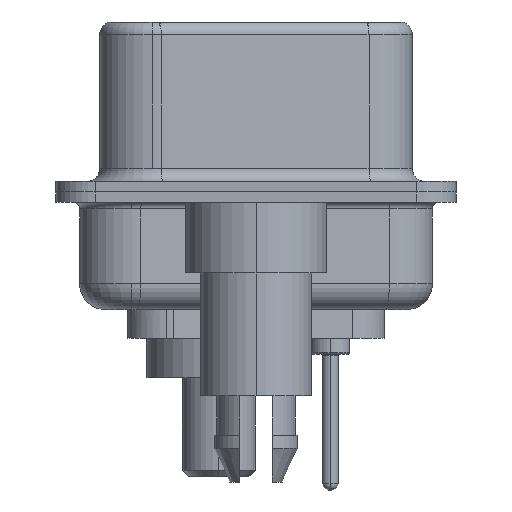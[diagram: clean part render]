
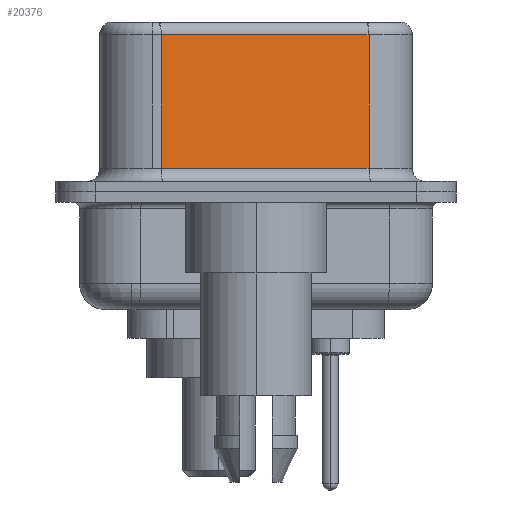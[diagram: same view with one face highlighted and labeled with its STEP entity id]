
A CAD part, left-side view. The second image highlights one B-rep face of the part: STEP entity #20376.
In plain terms, the highlighted planar face has unit normal (-0.985, -0.174, 0).
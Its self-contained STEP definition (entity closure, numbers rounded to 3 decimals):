
#228 = VECTOR ( 'NONE', #3603, 1000. ) ;
#2046 = DIRECTION ( 'NONE',  ( -0.174, 0.985, 0. ) ) ;
#2106 = DIRECTION ( 'NONE',  ( -0.174, 0.985, 0. ) ) ;
#2129 = CARTESIAN_POINT ( 'NONE',  ( 5.132, -4.322, 0.9 ) ) ;
#2705 = CARTESIAN_POINT ( 'NONE',  ( 3.73, 3.628, 6.02 ) ) ;
#2758 = VECTOR ( 'NONE', #12433, 1000. ) ;
#2897 = EDGE_CURVE ( 'NONE', #19914, #21681, #5481, .T. ) ;
#3603 = DIRECTION ( 'NONE',  ( 0., 0., -1. ) ) ;
#3799 = CARTESIAN_POINT ( 'NONE',  ( 5.132, -4.322, 6.52 ) ) ;
#4049 = VERTEX_POINT ( 'NONE', #2705 ) ;
#5281 = LINE ( 'NONE', #17230, #228 ) ;
#5481 = LINE ( 'NONE', #18595, #14527 ) ;
#6076 = ORIENTED_EDGE ( 'NONE', *, *, #14288, .T. ) ;
#6735 = LINE ( 'NONE', #2129, #2758 ) ;
#7091 = ORIENTED_EDGE ( 'NONE', *, *, #19353, .T. ) ;
#8827 = EDGE_LOOP ( 'NONE', ( #21490, #18704, #7091, #6076 ) ) ;
#9116 = LINE ( 'NONE', #13972, #9665 ) ;
#9665 = VECTOR ( 'NONE', #2046, 1000. ) ;
#10241 = AXIS2_PLACEMENT_3D ( 'NONE', #3799, #12345, #2106 ) ;
#12345 = DIRECTION ( 'NONE',  ( 0.985, 0.174, 0. ) ) ;
#12433 = DIRECTION ( 'NONE',  ( 0.174, -0.985, 0. ) ) ;
#12786 = CARTESIAN_POINT ( 'NONE',  ( 5.132, -4.322, 6.02 ) ) ;
#13972 = CARTESIAN_POINT ( 'NONE',  ( 5.132, -4.322, 6.02 ) ) ;
#14288 = EDGE_CURVE ( 'NONE', #14807, #21681, #6735, .T. ) ;
#14527 = VECTOR ( 'NONE', #20397, 1000. ) ;
#14545 = FACE_OUTER_BOUND ( 'NONE', #8827, .T. ) ;
#14807 = VERTEX_POINT ( 'NONE', #15342 ) ;
#15342 = CARTESIAN_POINT ( 'NONE',  ( 3.73, 3.628, 0.9 ) ) ;
#15428 = EDGE_CURVE ( 'NONE', #19914, #4049, #9116, .T. ) ;
#17230 = CARTESIAN_POINT ( 'NONE',  ( 3.73, 3.628, 6.52 ) ) ;
#18401 = CARTESIAN_POINT ( 'NONE',  ( 5.132, -4.322, 0.9 ) ) ;
#18595 = CARTESIAN_POINT ( 'NONE',  ( 5.132, -4.322, 6.52 ) ) ;
#18704 = ORIENTED_EDGE ( 'NONE', *, *, #15428, .T. ) ;
#19138 = PLANE ( 'NONE',  #10241 ) ;
#19353 = EDGE_CURVE ( 'NONE', #4049, #14807, #5281, .T. ) ;
#19914 = VERTEX_POINT ( 'NONE', #12786 ) ;
#20376 = ADVANCED_FACE ( 'NONE', ( #14545 ), #19138, .F. ) ;
#20397 = DIRECTION ( 'NONE',  ( 0., 0., -1. ) ) ;
#21490 = ORIENTED_EDGE ( 'NONE', *, *, #2897, .F. ) ;
#21681 = VERTEX_POINT ( 'NONE', #18401 ) ;
